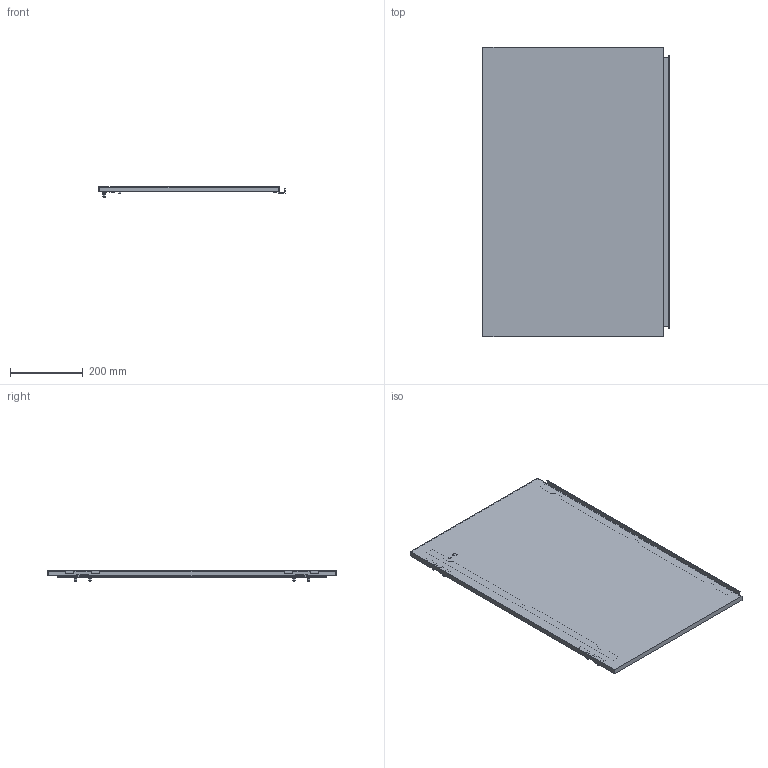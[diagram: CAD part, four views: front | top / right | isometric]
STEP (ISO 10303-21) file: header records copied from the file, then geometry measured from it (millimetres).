
FILE_DESCRIPTION (( 'STEP AP214' ), '1' );
FILE_NAME ('3331-1080-01-97.step', '2023-12-13T09:05:56', ( '' ), ( '' ), 'SwSTEP 2.0', 'SolidWorks 2019', '' );
FILE_SCHEMA (( 'AUTOMOTIVE_DESIGN' ));
Length unit declared in the file: millimetre
Products named in the file (1): 3331-1080-01-97
Bounding box: 510.5 x 794 x 30 mm (x, y, z)
Volume: 1028607.6 mm3; surface area: 979832.5 mm2
Topology: 5 solids, 5 shells, 433 faces, 1196 edges, 788 vertices
Faces by surface type: plane 249, cylinder 172, sphere 8, torus 4
Entity records: 15047 total; most frequent: DIRECTION 2416, CARTESIAN_POINT 2394, ORIENTED_EDGE 2360, EDGE_CURVE 1180, VECTOR 812, LINE 812, AXIS2_PLACEMENT_3D 802, VERTEX_POINT 780
